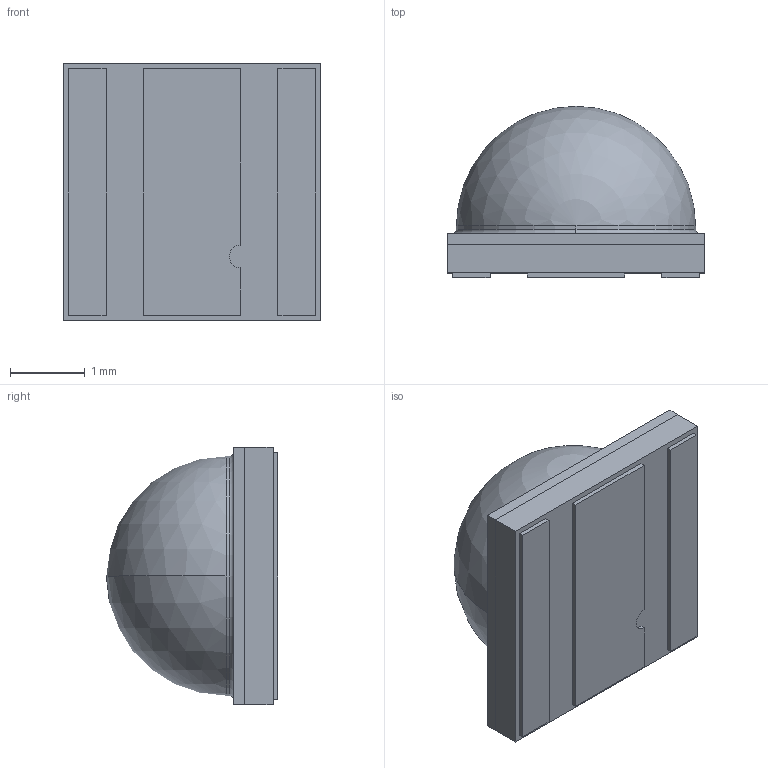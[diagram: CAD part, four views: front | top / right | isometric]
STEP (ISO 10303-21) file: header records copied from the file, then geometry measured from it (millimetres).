
FILE_DESCRIPTION (( 'STEP AP214' ), '1' );
FILE_NAME ('Z5M4_STD_191120.STEP', '2019-11-19T23:46:20', ( 'Windows 餌辨濠' ), ( '' ), 'SwSTEP 2.0', 'SolidWorks 2019', '' );
FILE_SCHEMA (( 'AUTOMOTIVE_DESIGN' ));
Length unit declared in the file: millimetre
Products named in the file (1): Z5M4_STD_191120
Bounding box: 3.45 x 2.29 x 3.45 mm (x, y, z)
Volume: 16.1 mm3; surface area: 41.4 mm2
Topology: 1 solids, 1 shells, 33 faces, 78 edges, 49 vertices
Faces by surface type: plane 26, cylinder 3, torus 2, sphere 2
Entity records: 1134 total; most frequent: CARTESIAN_POINT 159, DIRECTION 158, ORIENTED_EDGE 152, EDGE_CURVE 76, LINE 62, VECTOR 62, VERTEX_POINT 49, AXIS2_PLACEMENT_3D 48
